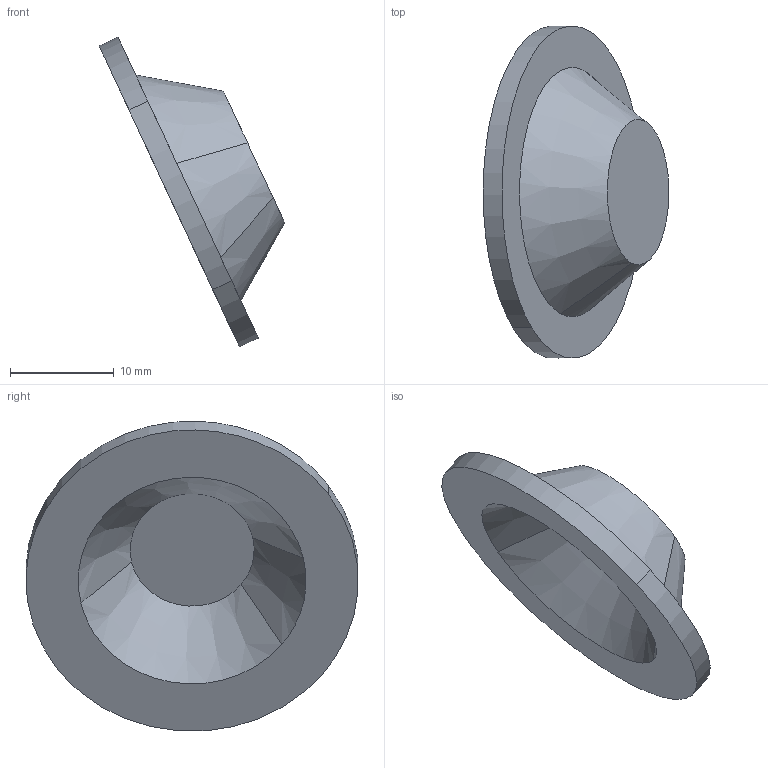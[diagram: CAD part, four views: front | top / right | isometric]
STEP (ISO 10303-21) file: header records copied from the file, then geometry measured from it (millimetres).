
FILE_DESCRIPTION(('produced by SPATIAL CORP'),'2;1');
FILE_NAME('Part25.hh.sat.stp', '2002-04-22T11:46:45+00:00',('SPATIAL CORP'),('SPATIAL CORP'), 'ACIS STEP Husk','http://www.spatial.com','SPATIAL CORP');
FILE_SCHEMA(('CONFIG_CONTROL_DESIGN'));
Length unit declared in the file: millimetre
Products named in the file (1): PRODUCT_ID_1
Bounding box: 17.87 x 31.95 x 29.8 mm (x, y, z)
Volume: 2015.5 mm3; surface area: 2216.9 mm2
Topology: 1 solids, 1 shells, 13 faces, 27 edges, 18 vertices
Faces by surface type: cone 6, plane 4, cylinder 3
Entity records: 399 total; most frequent: CARTESIAN_POINT 115, ORIENTED_EDGE 54, EDGE_CURVE 27, DIRECTION 20, VERTEX_POINT 18, EDGE_LOOP 15, FACE_BOUND 15, ADVANCED_FACE 13
